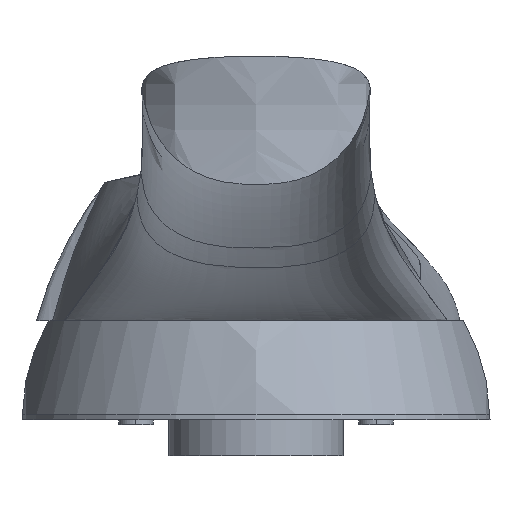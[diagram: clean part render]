
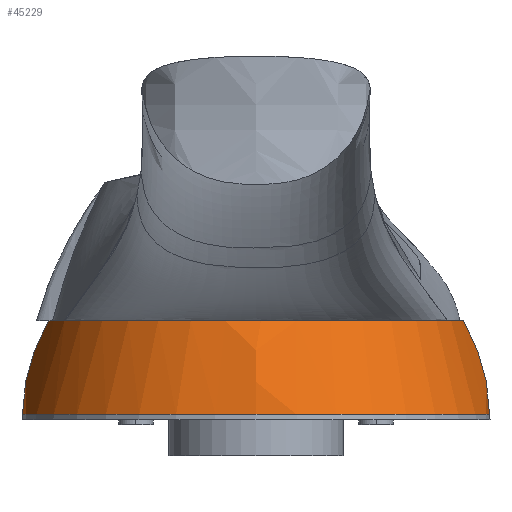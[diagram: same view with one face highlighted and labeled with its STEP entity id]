
A CAD part, front view. The second image highlights one B-rep face of the part: STEP entity #45229.
In plain terms, the highlighted free-form (B-spline) face has degree [3, 3] with [7, 4] control points.
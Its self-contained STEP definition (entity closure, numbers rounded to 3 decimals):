
#1830=CARTESIAN_POINT('',(0.,0.,16.5));
#1831=DIRECTION('',(0.,0.,1.));
#1832=DIRECTION('',(-0.999,-0.047,0.));
#1833=AXIS2_PLACEMENT_3D('',#1830,#1831,#1832);
#2932=CARTESIAN_POINT('',(0.,0.,16.5));
#2933=DIRECTION('',(0.,0.,1.));
#2934=DIRECTION('',(-1.,0.,0.));
#2935=AXIS2_PLACEMENT_3D('',#2932,#2933,#2934);
#2948=CARTESIAN_POINT('',(-34.502,-1.63,
16.5));
#2967=CARTESIAN_POINT('',(7.615,0.,
0.541));
#2968=DIRECTION('',(0.,-1.,0.));
#2969=DIRECTION('',(1.,0.,0.011));
#2970=AXIS2_PLACEMENT_3D('',#2967,#2968,#2969);
#2975=CARTESIAN_POINT('',(0.,0.,0.9));
#2976=DIRECTION('',(0.,0.,1.));
#2977=DIRECTION('',(-1.,0.,0.));
#2978=AXIS2_PLACEMENT_3D('',#2975,#2976,#2977);
#2983=CARTESIAN_POINT('',(-7.615,0.,
0.541));
#2984=DIRECTION('',(0.,1.,0.));
#2985=DIRECTION('',(-1.,0.,0.011));
#2986=AXIS2_PLACEMENT_3D('',#2983,#2984,#2985);
#5206=VERTEX_POINT('',#2948);
#5437=CARTESIAN_POINT('',(-38.913,0.,0.9));
#5438=CARTESIAN_POINT('',(-34.54,0.,16.5));
#5439=VERTEX_POINT('',#5437);
#5440=VERTEX_POINT('',#5438);
#5441=CARTESIAN_POINT('',(38.913,0.,0.9));
#5442=CARTESIAN_POINT('',(34.54,0.,16.5));
#5443=VERTEX_POINT('',#5441);
#5444=VERTEX_POINT('',#5442);
#45190=CARTESIAN_POINT('',(-38.838,2.443,
0.461));
#45191=CARTESIAN_POINT('',(-38.853,2.444,
6.291));
#45192=CARTESIAN_POINT('',(-37.282,2.346,
11.904));
#45193=CARTESIAN_POINT('',(-34.246,2.155,
16.876));
#45194=CARTESIAN_POINT('',(-40.341,-21.457,
0.461));
#45195=CARTESIAN_POINT('',(-40.357,-21.465,
6.291));
#45196=CARTESIAN_POINT('',(-38.726,-20.598,
11.904));
#45197=CARTESIAN_POINT('',(-35.572,-18.92,
16.876));
#45198=CARTESIAN_POINT('',(-23.948,-38.914,
0.461));
#45199=CARTESIAN_POINT('',(-23.957,-38.929,
6.291));
#45200=CARTESIAN_POINT('',(-22.989,-37.356,
11.904));
#45201=CARTESIAN_POINT('',(-21.117,-34.314,16.876));
#45202=CARTESIAN_POINT('',(0.,-38.914,
0.461));
#45203=CARTESIAN_POINT('',(0.,-38.929,
6.291));
#45204=CARTESIAN_POINT('',(0.,-37.356,11.904));
#45205=CARTESIAN_POINT('',(0.,-34.314,16.876));
#45206=CARTESIAN_POINT('',(23.948,-38.914,
0.461));
#45207=CARTESIAN_POINT('',(23.957,-38.929,
6.291));
#45208=CARTESIAN_POINT('',(22.989,-37.356,
11.904));
#45209=CARTESIAN_POINT('',(21.117,-34.314,16.876));
#45210=CARTESIAN_POINT('',(40.341,-21.457,
0.461));
#45211=CARTESIAN_POINT('',(40.357,-21.465,
6.291));
#45212=CARTESIAN_POINT('',(38.726,-20.598,
11.904));
#45213=CARTESIAN_POINT('',(35.572,-18.92,
16.876));
#45214=CARTESIAN_POINT('',(38.838,2.443,
0.461));
#45215=CARTESIAN_POINT('',(38.853,2.444,6.291));
#45216=CARTESIAN_POINT('',(37.282,2.346,11.904));
#45217=CARTESIAN_POINT('',(34.246,2.155,16.876));
#45218=(BOUNDED_SURFACE()B_SPLINE_SURFACE(3,3,((#45190,#45191,#45192,#45193),(
#45194,#45195,#45196,#45197),(#45198,#45199,#45200,#45201),(#45202,#45203,
#45204,#45205),(#45206,#45207,#45208,#45209),(#45210,#45211,#45212,#45213),(
#45214,#45215,#45216,#45217)),.UNSPECIFIED.,.F.,.F.,.F.)B_SPLINE_SURFACE_WITH_KNOTS((4,3,4),(4,4),(0.,1.,2.),(0.,1.),.UNSPECIFIED.)GEOMETRIC_REPRESENTATION_ITEM()RATIONAL_B_SPLINE_SURFACE(((1.21,1.18,
1.18,1.21),(0.956,0.932,
0.932,0.956),(0.956,0.932,
0.932,0.956),(1.21,1.18,
1.18,1.21),(0.956,0.932,
0.932,0.956),(0.956,0.932,
0.932,0.956),(1.21,1.18,
1.18,1.21)))REPRESENTATION_ITEM('')SURFACE());
#45219=ORIENTED_EDGE('',*,*,#26786,.T.);
#45221=ORIENTED_EDGE('',*,*,#45220,.F.);
#45223=ORIENTED_EDGE('',*,*,#45222,.F.);
#45225=ORIENTED_EDGE('',*,*,#45224,.T.);
#45226=ORIENTED_EDGE('',*,*,#45175,.T.);
#45227=EDGE_LOOP('',(#45219,#45221,#45223,#45225,#45226));
#45228=FACE_OUTER_BOUND('',#45227,.F.);
#1834=CIRCLE('',#1833,34.54);
#2936=CIRCLE('',#2935,34.541);
#2971=CIRCLE('',#2970,31.3);
#2979=CIRCLE('',#2978,38.913);
#2987=CIRCLE('',#2986,31.3);
#26786=EDGE_CURVE('',#5206,#5444,#1834,.T.);
#45175=EDGE_CURVE('',#5440,#5206,#2936,.T.);
#45220=EDGE_CURVE('',#5443,#5444,#2971,.T.);
#45222=EDGE_CURVE('',#5439,#5443,#2979,.T.);
#45224=EDGE_CURVE('',#5439,#5440,#2987,.T.);
#45229=ADVANCED_FACE('',(#45228),#45218,.T.);
